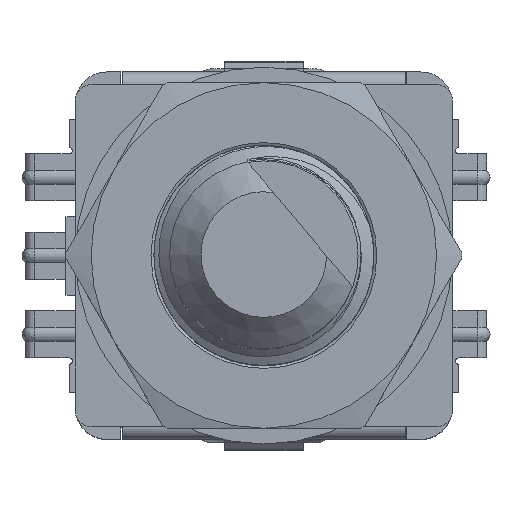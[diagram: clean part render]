
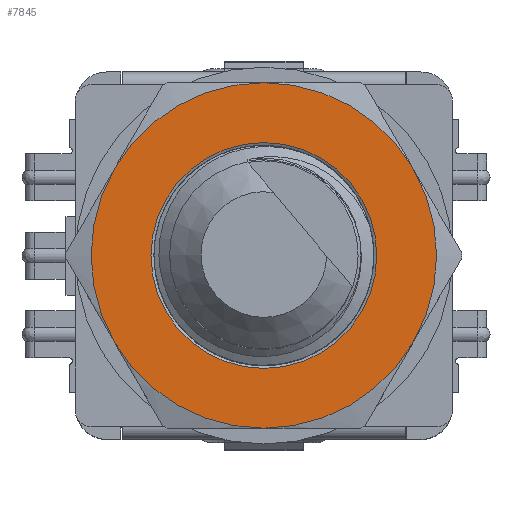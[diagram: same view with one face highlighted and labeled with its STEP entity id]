
A CAD part, top view. The second image highlights one B-rep face of the part: STEP entity #7845.
In plain terms, the highlighted planar face has unit normal (0, 0, 1).
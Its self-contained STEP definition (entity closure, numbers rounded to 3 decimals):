
#115=FACE_BOUND('',#944,.T.);
#146=PLANE('',#8391);
#465=FACE_OUTER_BOUND('',#943,.T.);
#943=EDGE_LOOP('',(#5589,#5590,#5591,#5592,#5593,#5594));
#944=EDGE_LOOP('',(#5595));
#1392=CIRCLE('',#8383,3.594);
#1399=CIRCLE('',#8392,5.5);
#1400=CIRCLE('',#8393,5.5);
#1401=CIRCLE('',#8394,5.5);
#1402=CIRCLE('',#8395,5.5);
#1403=CIRCLE('',#8396,5.5);
#1404=CIRCLE('',#8397,5.5);
#3463=VERTEX_POINT('',#24966);
#3471=VERTEX_POINT('',#29001);
#3472=VERTEX_POINT('',#29002);
#3473=VERTEX_POINT('',#29004);
#3474=VERTEX_POINT('',#29006);
#3475=VERTEX_POINT('',#29008);
#3476=VERTEX_POINT('',#29010);
#4243=EDGE_CURVE('',#3463,#3463,#1392,.T.);
#4255=EDGE_CURVE('',#3471,#3472,#1399,.T.);
#4256=EDGE_CURVE('',#3473,#3471,#1400,.T.);
#4257=EDGE_CURVE('',#3474,#3473,#1401,.T.);
#4258=EDGE_CURVE('',#3475,#3474,#1402,.T.);
#4259=EDGE_CURVE('',#3476,#3475,#1403,.T.);
#4260=EDGE_CURVE('',#3472,#3476,#1404,.T.);
#5589=ORIENTED_EDGE('',*,*,#4255,.F.);
#5590=ORIENTED_EDGE('',*,*,#4256,.F.);
#5591=ORIENTED_EDGE('',*,*,#4257,.F.);
#5592=ORIENTED_EDGE('',*,*,#4258,.F.);
#5593=ORIENTED_EDGE('',*,*,#4259,.F.);
#5594=ORIENTED_EDGE('',*,*,#4260,.F.);
#5595=ORIENTED_EDGE('',*,*,#4243,.T.);
#7845=ADVANCED_FACE('',(#465,#115),#146,.T.);
#8383=AXIS2_PLACEMENT_3D('',#24968,#9280,#9281);
#8391=AXIS2_PLACEMENT_3D('',#29000,#9297,#9298);
#8392=AXIS2_PLACEMENT_3D('',#29003,#9299,#9300);
#8393=AXIS2_PLACEMENT_3D('',#29005,#9301,#9302);
#8394=AXIS2_PLACEMENT_3D('',#29007,#9303,#9304);
#8395=AXIS2_PLACEMENT_3D('',#29009,#9305,#9306);
#8396=AXIS2_PLACEMENT_3D('',#29011,#9307,#9308);
#8397=AXIS2_PLACEMENT_3D('',#29012,#9309,#9310);
#9280=DIRECTION('center_axis',(0.,0.,
-1.));
#9281=DIRECTION('ref_axis',(-1.,0.,0.));
#9297=DIRECTION('center_axis',(0.,0.,
1.));
#9298=DIRECTION('ref_axis',(-1.,0.,0.));
#9299=DIRECTION('center_axis',(0.,0.,
-1.));
#9300=DIRECTION('ref_axis',(0.,-1.,0.));
#9301=DIRECTION('center_axis',(0.,0.,
-1.));
#9302=DIRECTION('ref_axis',(0.866,-0.5,0.));
#9303=DIRECTION('center_axis',(0.,0.,
-1.));
#9304=DIRECTION('ref_axis',(0.866,0.5,0.));
#9305=DIRECTION('center_axis',(0.,0.,
-1.));
#9306=DIRECTION('ref_axis',(0.,1.,0.));
#9307=DIRECTION('center_axis',(0.,0.,
-1.));
#9308=DIRECTION('ref_axis',(-0.866,0.5,0.));
#9309=DIRECTION('center_axis',(0.,0.,
-1.));
#9310=DIRECTION('ref_axis',(-0.866,-0.5,0.));
#24966=CARTESIAN_POINT('',(3.906,-2.5,3.3));
#24968=CARTESIAN_POINT('Origin',(7.5,-2.5,3.3));
#29000=CARTESIAN_POINT('Origin',(7.5,-2.5,3.3));
#29001=CARTESIAN_POINT('',(7.5,-8.,3.3));
#29002=CARTESIAN_POINT('',(2.737,-5.25,3.3));
#29003=CARTESIAN_POINT('Origin',(7.5,-2.5,3.3));
#29004=CARTESIAN_POINT('',(12.263,-5.25,3.3));
#29005=CARTESIAN_POINT('Origin',(7.5,-2.5,3.3));
#29006=CARTESIAN_POINT('',(12.263,0.25,3.3));
#29007=CARTESIAN_POINT('Origin',(7.5,-2.5,3.3));
#29008=CARTESIAN_POINT('',(7.5,3.,3.3));
#29009=CARTESIAN_POINT('Origin',(7.5,-2.5,3.3));
#29010=CARTESIAN_POINT('',(2.737,0.25,3.3));
#29011=CARTESIAN_POINT('Origin',(7.5,-2.5,3.3));
#29012=CARTESIAN_POINT('Origin',(7.5,-2.5,3.3));
